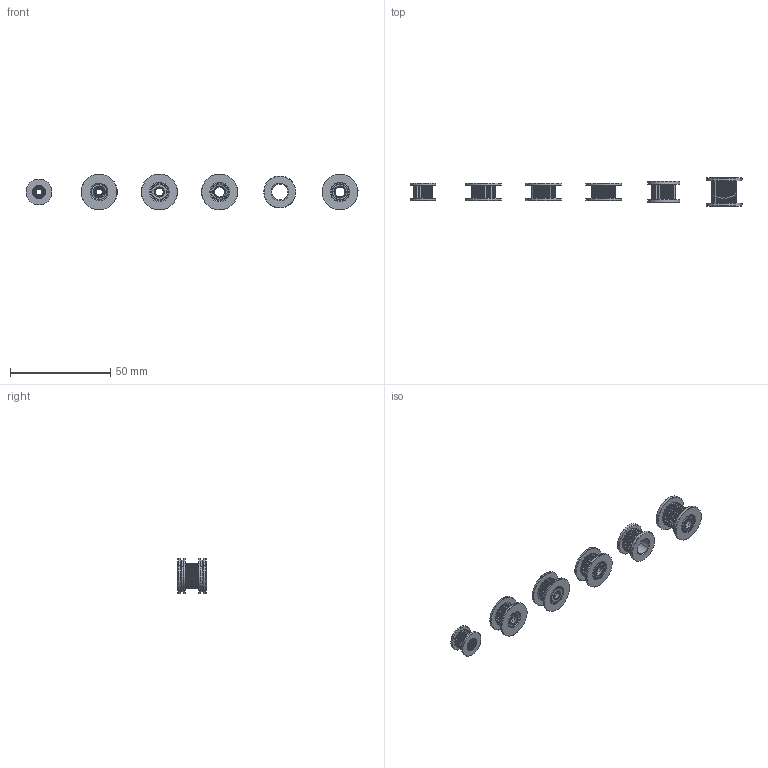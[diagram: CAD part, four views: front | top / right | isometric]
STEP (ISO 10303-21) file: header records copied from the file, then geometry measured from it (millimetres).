
FILE_DESCRIPTION (( 'STEP AP214' ), '1' );
FILE_NAME ('GT2 Timing Idler Pulley, Configurable, Pulleys Lined Up in Assembly.STEP', '2020-09-21T20:52:08', ( '' ), ( '' ), 'SwSTEP 2.0', 'SolidWorks 2018', '' );
FILE_SCHEMA (( 'AUTOMOTIVE_DESIGN' ));
Length unit declared in the file: millimetre
Products named in the file (32): Bearing Outer Ring, GT2 Timing Idler Pulley, Configurable_5 mm Bore; GT2 Timing Idler Pulley, Configurable_20T W6 B5 With T; Body, GT2 Timing Idler Pulley, Configurable_20T W10 B5 With T; Bearing Outer Ring, GT2 Timing Idler Pulley, Configurable_3 mm Bore, 6 mm OD; Bearing Outer Ring, GT2 Timing Idler Pulley, Configurable_4 mm Bore; GT2 Timing Idler Pulley, Configurable, Pulleys Lined Up in Assembly; Bearing Outer Ring, GT2 Timing Idler Pulley, Configurable_3 mm Bore; Bearing Inner Ring, GT2 Timing Idler Pulley, Configurable_5 mm Bore; GT2 Timing Idler Pulley, Configurable_16T W6 B3 With T; Bearing Seal, GT2 Timing Idler Pulley, Configurable_5 mm Bore; GT2 Timing Idler Pulley, Configurable_20T W6 B8 With T; Body, GT2 Timing Idler Pulley, Configurable_16T W6 B3 With T; Bearing Ball, GT2 Timing Idler Pulley, Configurable_1 mm; Bearing Seal, GT2 Timing Idler Pulley, Configurable_3 mm Bore; Bearing Seal, GT2 Timing Idler Pulley, Configurable_3 mm Bore, 6 mm OD; Bearing Inner Ring, GT2 Timing Idler Pulley, Configurable_3 mm Bore; Body, GT2 Timing Idler Pulley, Configurable_20T W6 B3 With T; Bearing Seal, GT2 Timing Idler Pulley, Configurable_4 mm Bore; Bearing Subassy, GT2 Timing Idler Pulley, Configurable_4 mm Bore; Body, GT2 Timing Idler Pulley, Configurable_20T W6 B8 With T; Bearing Inner Ring, GT2 Timing Idler Pulley, Configurable_4 mm Bore; Bearing Subassy, GT2 Timing Idler Pulley, Configurable_3 mm Bore; Bearing Subassy, GT2 Timing Idler Pulley, Configurable_5 mm Bore; Bearing Ball, GT2 Timing Idler Pulley, Configurable_2 mm; Bearing Inner Ring, GT2 Timing Idler Pulley, Configurable_3 mm Bore, 6 mm OD; GT2 Timing Idler Pulley, Configurable_20T W10 B5 With T; Bearing Subassy, GT2 Timing Idler Pulley, Configurable_3 mm Bore, 6 mm OD; Body, GT2 Timing Idler Pulley, Configurable_20T W6 B4 With T; GT2 Timing Idler Pulley, Configurable_20T W6 B4 With T; GT2 Timing Idler Pulley, Configurable_20T W6 B3 With T; Body, GT2 Timing Idler Pulley, Configurable_20T W6 B5 With T; Bearing Ball, GT2 Timing Idler Pulley, Configurable_1.4 mm
Assembly tree (72 placements, depth 4):
  GT2 Timing Idler Pulley, Configurable, Pulleys Lined Up in Assembly
    GT2 Timing Idler Pulley, Configurable_16T W6 B3 With T
      Body, GT2 Timing Idler Pulley, Configurable_16T W6 B3 With T
      Bearing Subassy, GT2 Timing Idler Pulley, Configurable_3 mm Bore, 6 mm OD  x2
        Bearing Outer Ring, GT2 Timing Idler Pulley, Configurable_3 mm Bore, 6 mm OD
        Bearing Inner Ring, GT2 Timing Idler Pulley, Configurable_3 mm Bore, 6 mm OD
        Bearing Seal, GT2 Timing Idler Pulley, Configurable_3 mm Bore, 6 mm OD
        Bearing Ball, GT2 Timing Idler Pulley, Configurable_1 mm
    GT2 Timing Idler Pulley, Configurable_20T W6 B3 With T
      Body, GT2 Timing Idler Pulley, Configurable_20T W6 B3 With T
      Bearing Subassy, GT2 Timing Idler Pulley, Configurable_3 mm Bore
        Bearing Outer Ring, GT2 Timing Idler Pulley, Configurable_3 mm Bore
        Bearing Inner Ring, GT2 Timing Idler Pulley, Configurable_3 mm Bore
        Bearing Seal, GT2 Timing Idler Pulley, Configurable_3 mm Bore  x2
        Bearing Ball, GT2 Timing Idler Pulley, Configurable_2 mm  x6
      Bearing Subassy, GT2 Timing Idler Pulley, Configurable_5 mm Bore
        Bearing Outer Ring, GT2 Timing Idler Pulley, Configurable_5 mm Bore
        Bearing Inner Ring, GT2 Timing Idler Pulley, Configurable_5 mm Bore
        Bearing Seal, GT2 Timing Idler Pulley, Configurable_5 mm Bore  x2
        Bearing Ball, GT2 Timing Idler Pulley, Configurable_1.4 mm  x12
    GT2 Timing Idler Pulley, Configurable_20T W6 B4 With T
      Body, GT2 Timing Idler Pulley, Configurable_20T W6 B4 With T
      Bearing Subassy, GT2 Timing Idler Pulley, Configurable_4 mm Bore  x2
        Bearing Outer Ring, GT2 Timing Idler Pulley, Configurable_4 mm Bore
        Bearing Inner Ring, GT2 Timing Idler Pulley, Configurable_4 mm Bore
        Bearing Seal, GT2 Timing Idler Pulley, Configurable_4 mm Bore
        Bearing Ball, GT2 Timing Idler Pulley, Configurable_2 mm
    GT2 Timing Idler Pulley, Configurable_20T W6 B5 With T
      Body, GT2 Timing Idler Pulley, Configurable_20T W6 B5 With T
      Bearing Subassy, GT2 Timing Idler Pulley, Configurable_5 mm Bore  x2
        Bearing Outer Ring, GT2 Timing Idler Pulley, Configurable_5 mm Bore
        Bearing Inner Ring, GT2 Timing Idler Pulley, Configurable_5 mm Bore
        Bearing Seal, GT2 Timing Idler Pulley, Configurable_5 mm Bore
        Bearing Ball, GT2 Timing Idler Pulley, Configurable_1.4 mm
    GT2 Timing Idler Pulley, Configurable_20T W6 B8 With T
      Body, GT2 Timing Idler Pulley, Configurable_20T W6 B8 With T
    GT2 Timing Idler Pulley, Configurable_20T W10 B5 With T
      Body, GT2 Timing Idler Pulley, Configurable_20T W10 B5 With T
      Bearing Subassy, GT2 Timing Idler Pulley, Configurable_5 mm Bore  x2
        Bearing Outer Ring, GT2 Timing Idler Pulley, Configurable_5 mm Bore
        Bearing Inner Ring, GT2 Timing Idler Pulley, Configurable_5 mm Bore
        Bearing Seal, GT2 Timing Idler Pulley, Configurable_5 mm Bore
        Bearing Ball, GT2 Timing Idler Pulley, Configurable_1.4 mm
Bounding box: 165.44 x 14 x 17.93 mm (x, y, z)
Volume: 5452.8 mm3; surface area: 12914.9 mm2
Topology: 144 solids, 144 shells, 1712 faces, 4640 edges, 3042 vertices
Faces by surface type: cylinder 1190, sphere 196, torus 140, plane 114, cone 72
Entity records: 41880 total; most frequent: DIRECTION 8256, CARTESIAN_POINT 6901, ORIENTED_EDGE 6752, AXIS2_PLACEMENT_3D 3565, EDGE_CURVE 3376, CIRCLE 2250, VERTEX_POINT 2210, EDGE_LOOP 1288
